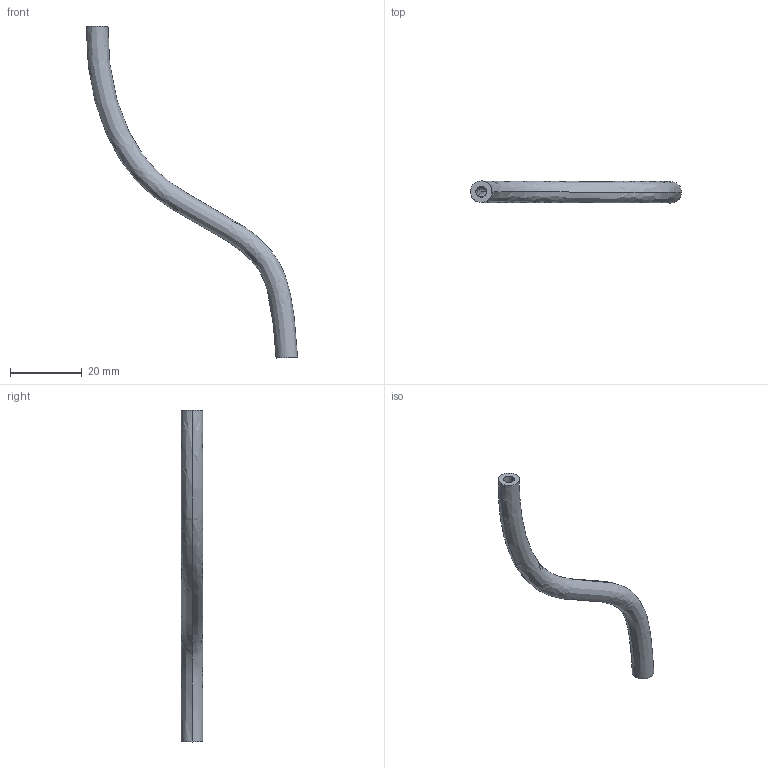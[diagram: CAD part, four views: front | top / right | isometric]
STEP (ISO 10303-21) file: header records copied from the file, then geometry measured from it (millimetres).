
FILE_DESCRIPTION (( 'STEP AP214' ), '1' );
FILE_NAME ('Silicone Air Tube 0305寡蝶ァ奪.step', '2016-10-28T04:20:17', ( 'dell' ), ( '' ), 'SwSTEP 2.0', 'SolidWorks 2013', '' );
FILE_SCHEMA (( 'AUTOMOTIVE_DESIGN' ));
Length unit declared in the file: millimetre
Products named in the file (1): Silicone Air Tube 0305寡蝶ァ奪
Bounding box: 58.81 x 6 x 92.45 mm (x, y, z)
Volume: 2416 mm3; surface area: 3263.9 mm2
Topology: 1 solids, 1 shells, 6 faces, 12 edges, 8 vertices
Faces by surface type: bspline 4, plane 2
Entity records: 780 total; most frequent: CARTESIAN_POINT 563, ORIENTED_EDGE 24, DIRECTION 22, EDGE_CURVE 12, AXIS2_PLACEMENT_3D 11, UNCERTAINTY_MEASURE_WITH_UNIT 9, FILL_AREA_STYLE 8, PRESENTATION_STYLE_ASSIGNMENT 8
